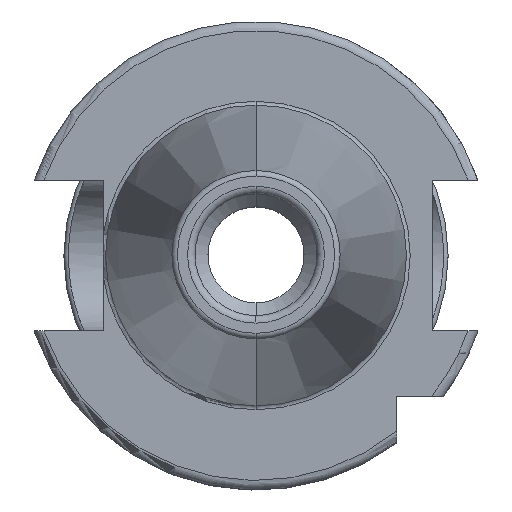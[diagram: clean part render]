
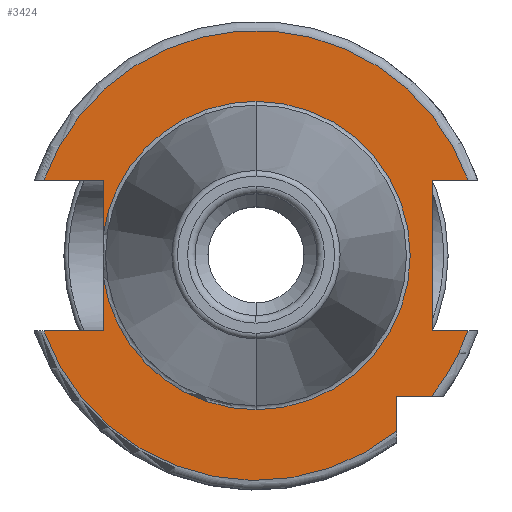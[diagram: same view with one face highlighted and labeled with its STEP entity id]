
A CAD part, top view. The second image highlights one B-rep face of the part: STEP entity #3424.
In plain terms, the highlighted planar face has unit normal (0, 0, 1).
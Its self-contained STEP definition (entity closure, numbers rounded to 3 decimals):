
#1060=CARTESIAN_POINT('',(0,0,15.9));
#1061=DIRECTION('',(0,0,1));
#1062=DIRECTION('',(0.942,0.335,0));
#1063=AXIS2_PLACEMENT_3D('',#1060,#1061,#1062);
#1111=CARTESIAN_POINT('',(0,0,15.9));
#1112=DIRECTION('',(0,0,1));
#1113=DIRECTION('',(-0.942,-0.335,0));
#1114=AXIS2_PLACEMENT_3D('',#1111,#1112,#1113);
#1127=DIRECTION('',(1,0,0));
#1128=VECTOR('',#1127,6.31);
#1129=CARTESIAN_POINT('',(-22.61,-8.05,15.9));
#1130=LINE('',#1129,#1128);
#1131=DIRECTION('',(0,1,0));
#1132=VECTOR('',#1131,5.834);
#1133=CARTESIAN_POINT('',(-16.3,-8.05,15.9));
#1134=LINE('',#1133,#1132);
#1135=DIRECTION('',(0,1,0));
#1136=VECTOR('',#1135,5.834);
#1137=CARTESIAN_POINT('',(-16.3,2.216,15.9));
#1138=LINE('',#1137,#1136);
#1139=DIRECTION('',(1,0,0));
#1140=VECTOR('',#1139,6.31);
#1141=CARTESIAN_POINT('',(-22.61,8.05,15.9));
#1142=LINE('',#1141,#1140);
#1143=DIRECTION('',(-1,0,0));
#1144=VECTOR('',#1143,3.81);
#1145=CARTESIAN_POINT('',(22.61,8.05,15.9));
#1146=LINE('',#1145,#1144);
#1147=DIRECTION('',(0,-1,0));
#1148=VECTOR('',#1147,16.1);
#1149=CARTESIAN_POINT('',(18.8,8.05,15.9));
#1150=LINE('',#1149,#1148);
#1151=DIRECTION('',(-1,0,0));
#1152=VECTOR('',#1151,3.81);
#1153=CARTESIAN_POINT('',(22.61,-8.05,15.9));
#1154=LINE('',#1153,#1152);
#1155=CARTESIAN_POINT('',(0,0,15.9));
#1156=DIRECTION('',(0,0,1));
#1157=DIRECTION('',(0.781,-0.625,0));
#1158=AXIS2_PLACEMENT_3D('',#1155,#1156,#1157);
#1160=DIRECTION('',(-1,0,0));
#1161=VECTOR('',#1160,3.735);
#1162=CARTESIAN_POINT('',(18.735,-15,15.9));
#1163=LINE('',#1162,#1161);
#1164=DIRECTION('',(0,1,0));
#1165=VECTOR('',#1164,3.735);
#1166=CARTESIAN_POINT('',(15,-18.735,15.9));
#1167=LINE('',#1166,#1165);
#1184=CARTESIAN_POINT('',(0,0,15.9));
#1185=DIRECTION('',(0,0,1));
#1186=DIRECTION('',(0,1,0));
#1187=AXIS2_PLACEMENT_3D('',#1184,#1185,#1186);
#1199=CARTESIAN_POINT('',(0,0,15.9));
#1200=DIRECTION('',(0,0,1));
#1201=DIRECTION('',(-0.991,-0.135,0));
#1202=AXIS2_PLACEMENT_3D('',#1199,#1200,#1201);
#1204=CARTESIAN_POINT('',(0,0,15.9));
#1205=DIRECTION('',(0,0,-1));
#1206=DIRECTION('',(0,1,0));
#1207=AXIS2_PLACEMENT_3D('',#1204,#1205,#1206);
#1836=CARTESIAN_POINT('',(0,16.45,15.9));
#1838=VERTEX_POINT('',#1836);
#1858=CARTESIAN_POINT('',(0,-16.45,15.9));
#1860=VERTEX_POINT('',#1858);
#1954=CARTESIAN_POINT('',(-22.61,-8.05,15.9));
#1955=CARTESIAN_POINT('',(-16.3,-8.05,15.9));
#1956=VERTEX_POINT('',#1954);
#1957=VERTEX_POINT('',#1955);
#1958=CARTESIAN_POINT('',(-16.3,-2.216,15.9));
#1959=VERTEX_POINT('',#1958);
#1960=CARTESIAN_POINT('',(-16.3,2.216,15.9));
#1961=CARTESIAN_POINT('',(-16.3,8.05,15.9));
#1962=VERTEX_POINT('',#1960);
#1963=VERTEX_POINT('',#1961);
#1964=CARTESIAN_POINT('',(-22.61,8.05,15.9));
#1965=VERTEX_POINT('',#1964);
#1966=CARTESIAN_POINT('',(18.8,8.05,15.9));
#1967=CARTESIAN_POINT('',(18.8,-8.05,15.9));
#1968=VERTEX_POINT('',#1966);
#1969=VERTEX_POINT('',#1967);
#1970=CARTESIAN_POINT('',(22.61,-8.05,15.9));
#1971=VERTEX_POINT('',#1970);
#1972=CARTESIAN_POINT('',(22.61,8.05,15.9));
#1973=VERTEX_POINT('',#1972);
#1974=CARTESIAN_POINT('',(15,-18.735,15.9));
#1975=CARTESIAN_POINT('',(15,-15,15.9));
#1976=VERTEX_POINT('',#1974);
#1977=VERTEX_POINT('',#1975);
#1978=CARTESIAN_POINT('',(18.735,-15,15.9));
#1979=VERTEX_POINT('',#1978);
#3397=CARTESIAN_POINT('',(0,0,15.9));
#3398=DIRECTION('',(0,0,-1));
#3399=DIRECTION('',(0,-1,0));
#3400=AXIS2_PLACEMENT_3D('',#3397,#3398,#3399);
#3401=PLANE('',#3400);
#3402=ORIENTED_EDGE('',*,*,#2882,.T.);
#3404=ORIENTED_EDGE('',*,*,#3403,.T.);
#3406=ORIENTED_EDGE('',*,*,#3405,.T.);
#3408=ORIENTED_EDGE('',*,*,#3407,.F.);
#3410=ORIENTED_EDGE('',*,*,#3409,.T.);
#3412=ORIENTED_EDGE('',*,*,#3411,.T.);
#3413=ORIENTED_EDGE('',*,*,#2947,.F.);
#3414=ORIENTED_EDGE('',*,*,#3376,.F.);
#3415=ORIENTED_EDGE('',*,*,#2793,.T.);
#3416=ORIENTED_EDGE('',*,*,#2650,.T.);
#3417=ORIENTED_EDGE('',*,*,#3020,.F.);
#3418=ORIENTED_EDGE('',*,*,#3366,.F.);
#3419=ORIENTED_EDGE('',*,*,#3075,.T.);
#3420=ORIENTED_EDGE('',*,*,#3118,.F.);
#3421=ORIENTED_EDGE('',*,*,#3391,.F.);
#3422=EDGE_LOOP('',(#3402,#3404,#3406,#3408,#3410,#3412,#3413,#3414,#3415,#3416,
#3417,#3418,#3419,#3420,#3421));
#3423=FACE_OUTER_BOUND('',#3422,.F.);
#3424=ADVANCED_FACE('',(#3423),#3401,.F.);
#1064=CIRCLE('',#1063,24);
#1115=CIRCLE('',#1114,24);
#1159=CIRCLE('',#1158,24);
#1188=CIRCLE('',#1187,16.45);
#1203=CIRCLE('',#1202,16.45);
#1208=CIRCLE('',#1207,16.45);
#2650=EDGE_CURVE('',#1968,#1969,#1150,.T.);
#2793=EDGE_CURVE('',#1973,#1968,#1146,.T.);
#2882=EDGE_CURVE('',#1956,#1957,#1130,.T.);
#2947=EDGE_CURVE('',#1965,#1963,#1142,.T.);
#3020=EDGE_CURVE('',#1971,#1969,#1154,.T.);
#3075=EDGE_CURVE('',#1979,#1977,#1163,.T.);
#3118=EDGE_CURVE('',#1976,#1977,#1167,.T.);
#3366=EDGE_CURVE('',#1979,#1971,#1159,.T.);
#3376=EDGE_CURVE('',#1973,#1965,#1064,.T.);
#3391=EDGE_CURVE('',#1956,#1976,#1115,.T.);
#3403=EDGE_CURVE('',#1957,#1959,#1134,.T.);
#3405=EDGE_CURVE('',#1959,#1860,#1203,.T.);
#3407=EDGE_CURVE('',#1838,#1860,#1208,.T.);
#3409=EDGE_CURVE('',#1838,#1962,#1188,.T.);
#3411=EDGE_CURVE('',#1962,#1963,#1138,.T.);
